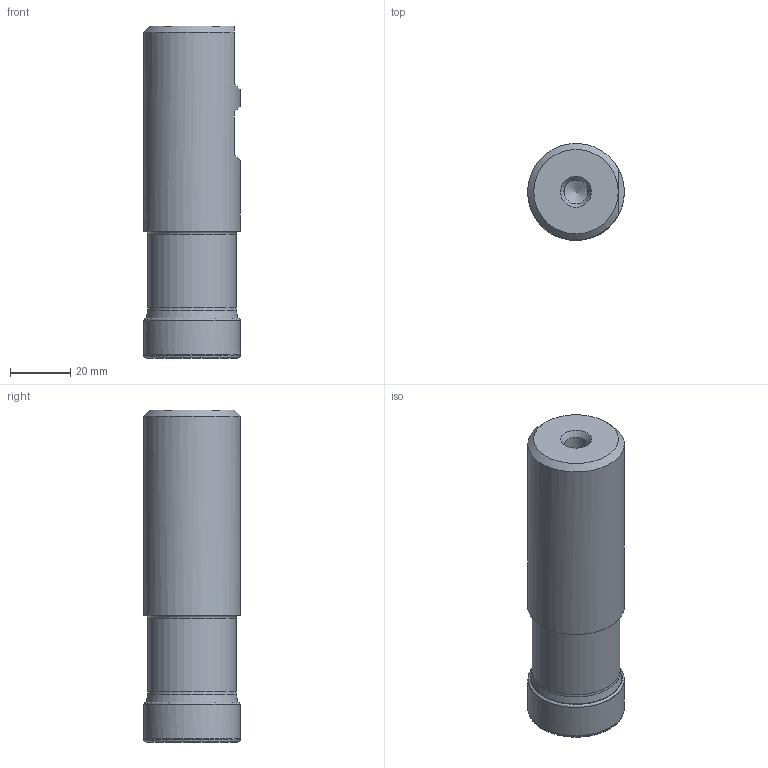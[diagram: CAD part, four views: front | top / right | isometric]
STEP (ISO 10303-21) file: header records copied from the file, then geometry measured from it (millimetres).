
FILE_DESCRIPTION(/* description */ (''),/* implementation_level */ '2;1');
FILE_NAME(/* name */ 'ax_step_export_TOP_PART.stp',/* time_stamp */ '2021-07-14T13:09:50+02:00',/* author */ (''),/* organization */ (''),/* preprocessor_version */ 'ST-DEVELOPER v16.7',/* originating_system */ 'SIEMENS PLM Software NX 12.0',/* authorisation */ '');
FILE_SCHEMA (('AUTOMOTIVE_DESIGN { 1 0 10303 214 3 1 1 1 }'));
Products named in the file (4): CUT; NOCUT; ASSEMBLY_CONSTRUCTION; TOP_PART
Assembly tree (3 placements, depth 2):
  TOP_PART
    ASSEMBLY_CONSTRUCTION
    NOCUT
    CUT
Bounding box: 32 x 32 x 110.02 mm (x, y, z)
Volume: 83316.3 mm3; surface area: 17876.1 mm2
Topology: 3 solids, 3 shells, 526 faces, 1352 edges, 927 vertices
Faces by surface type: bspline 284, cylinder 91, plane 80, revolution 27, torus 18, cone 12, sphere 10, extrusion 4
Full cylindrical faces by diameter (mm): 4.4 x1, 8 x1, 29.195 x1, 30.595 x1, 32 x1
Entity records: 41529 total; most frequent: CARTESIAN_POINT 31277, ORIENTED_EDGE 2362, DIRECTION 1415, EDGE_CURVE 1181, VERTEX_POINT 730, B_SPLINE_CURVE_WITH_KNOTS 669, EDGE_LOOP 598, AXIS2_PLACEMENT_3D 584
